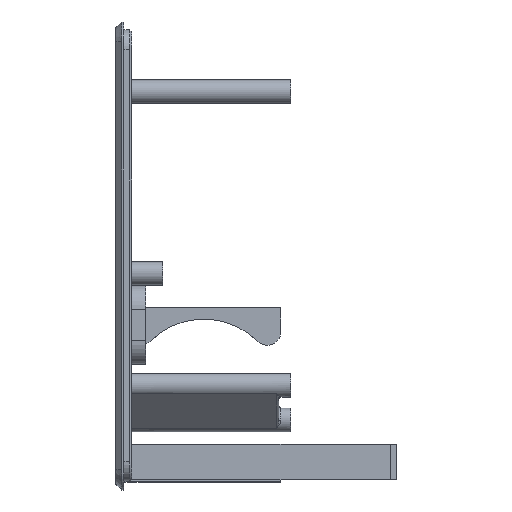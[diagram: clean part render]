
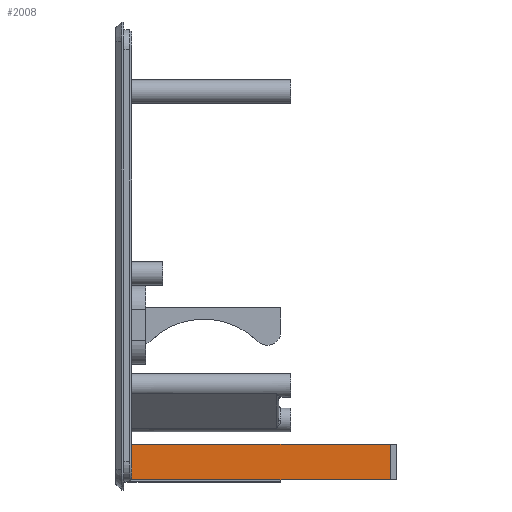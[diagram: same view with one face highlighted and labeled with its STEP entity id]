
A CAD part, top view. The second image highlights one B-rep face of the part: STEP entity #2008.
In plain terms, the highlighted planar face has unit normal (0, 0, 1).
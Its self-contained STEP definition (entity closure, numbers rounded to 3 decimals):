
#1017 = LINE ( 'NONE', #23922, #17808 ) ;
#1069 = CARTESIAN_POINT ( 'NONE',  ( 279.899, -37., 39. ) ) ;
#1190 = LINE ( 'NONE', #1069, #19258 ) ;
#1546 = ORIENTED_EDGE ( 'NONE', *, *, #11082, .F. ) ;
#2008 = ADVANCED_FACE ( 'NONE', ( #12129 ), #4762, .T. ) ;
#2417 = ORIENTED_EDGE ( 'NONE', *, *, #7126, .F. ) ;
#2612 = ORIENTED_EDGE ( 'NONE', *, *, #17782, .T. ) ;
#2856 = CARTESIAN_POINT ( 'NONE',  ( 279.899, 0., 39. ) ) ;
#4435 = LINE ( 'NONE', #6054, #4555 ) ;
#4440 = DIRECTION ( 'NONE',  ( -1., 0., 0. ) ) ;
#4555 = VECTOR ( 'NONE', #10290, 1000. ) ;
#4762 = PLANE ( 'NONE',  #21301 ) ;
#5154 = CARTESIAN_POINT ( 'NONE',  ( 201.65, -28., 39. ) ) ;
#5957 = VERTEX_POINT ( 'NONE', #5154 ) ;
#6054 = CARTESIAN_POINT ( 'NONE',  ( 266.95, 0., 39. ) ) ;
#6373 = ORIENTED_EDGE ( 'NONE', *, *, #6499, .T. ) ;
#6499 = EDGE_CURVE ( 'NONE', #11483, #5957, #24758, .T. ) ;
#7126 = EDGE_CURVE ( 'NONE', #24459, #13212, #1017, .T. ) ;
#10290 = DIRECTION ( 'NONE',  ( 0., 1., 0. ) ) ;
#10467 = CARTESIAN_POINT ( 'NONE',  ( 201.65, -37., 39. ) ) ;
#10531 = DIRECTION ( 'NONE',  ( 0., -1., 0. ) ) ;
#11082 = EDGE_CURVE ( 'NONE', #15155, #24459, #1190, .T. ) ;
#11483 = VERTEX_POINT ( 'NONE', #24406 ) ;
#11999 = DIRECTION ( 'NONE',  ( 1., 0., 0. ) ) ;
#12129 = FACE_OUTER_BOUND ( 'NONE', #13539, .T. ) ;
#13212 = VERTEX_POINT ( 'NONE', #20866 ) ;
#13539 = EDGE_LOOP ( 'NONE', ( #6373, #14180, #2417, #1546, #2612 ) ) ;
#14180 = ORIENTED_EDGE ( 'NONE', *, *, #21166, .T. ) ;
#15155 = VERTEX_POINT ( 'NONE', #16332 ) ;
#16144 = DIRECTION ( 'NONE',  ( 0., 0., 1. ) ) ;
#16332 = CARTESIAN_POINT ( 'NONE',  ( 266.95, -37., 39. ) ) ;
#17782 = EDGE_CURVE ( 'NONE', #15155, #11483, #4435, .T. ) ;
#17808 = VECTOR ( 'NONE', #21914, 1000. ) ;
#18553 = CARTESIAN_POINT ( 'NONE',  ( 201.65, 0., 39. ) ) ;
#19258 = VECTOR ( 'NONE', #22215, 1000. ) ;
#19367 = VECTOR ( 'NONE', #10531, 1000. ) ;
#20866 = CARTESIAN_POINT ( 'NONE',  ( 201.65, -35.5, 39. ) ) ;
#21166 = EDGE_CURVE ( 'NONE', #5957, #13212, #22304, .T. ) ;
#21301 = AXIS2_PLACEMENT_3D ( 'NONE', #2856, #16144, #11999 ) ;
#21446 = CARTESIAN_POINT ( 'NONE',  ( 279.899, -28., 39. ) ) ;
#21914 = DIRECTION ( 'NONE',  ( 0., 1., 0. ) ) ;
#22215 = DIRECTION ( 'NONE',  ( -1., 0., 0. ) ) ;
#22304 = LINE ( 'NONE', #18553, #19367 ) ;
#23922 = CARTESIAN_POINT ( 'NONE',  ( 201.65, 0., 39. ) ) ;
#23973 = VECTOR ( 'NONE', #4440, 1000. ) ;
#24406 = CARTESIAN_POINT ( 'NONE',  ( 266.95, -28., 39. ) ) ;
#24459 = VERTEX_POINT ( 'NONE', #10467 ) ;
#24758 = LINE ( 'NONE', #21446, #23973 ) ;
